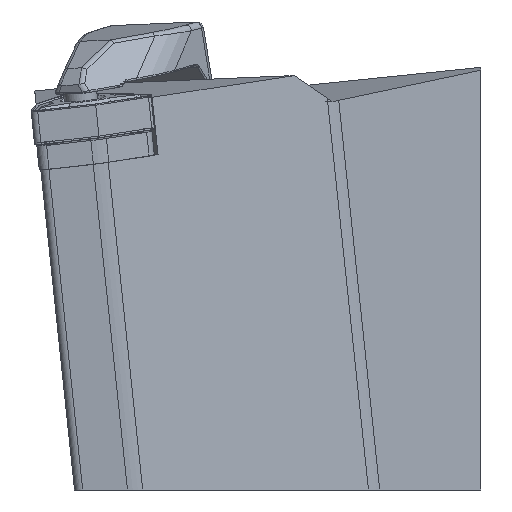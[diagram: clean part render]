
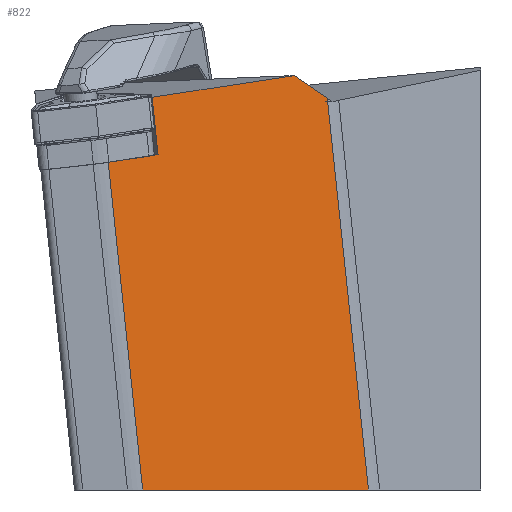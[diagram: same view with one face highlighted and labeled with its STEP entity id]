
A CAD part, left-side view. The second image highlights one B-rep face of the part: STEP entity #822.
In plain terms, the highlighted planar face has unit normal (-0.906, -0.42, -0.051).
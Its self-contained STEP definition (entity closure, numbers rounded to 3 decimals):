
#822=ADVANCED_FACE('',(#1094),#1008,.F.);
#1008=PLANE('',#3711);
#1094=FACE_OUTER_BOUND('',#1263,.T.);
#1263=EDGE_LOOP('',(#1493,#1494,#1495,#1496,#1497,#1498,#1499,#1500));
#1493=ORIENTED_EDGE('',*,*,#2726,.F.);
#1494=ORIENTED_EDGE('',*,*,#2727,.F.);
#1495=ORIENTED_EDGE('',*,*,#2716,.T.);
#1496=ORIENTED_EDGE('',*,*,#2723,.F.);
#1497=ORIENTED_EDGE('',*,*,#2728,.F.);
#1498=ORIENTED_EDGE('',*,*,#2729,.F.);
#1499=ORIENTED_EDGE('',*,*,#2730,.F.);
#1500=ORIENTED_EDGE('',*,*,#2731,.T.);
#2413=VERTEX_POINT('',#5021);
#2414=VERTEX_POINT('',#5023);
#2418=VERTEX_POINT('',#5034);
#2419=VERTEX_POINT('',#5042);
#2420=VERTEX_POINT('',#5043);
#2421=VERTEX_POINT('',#5046);
#2422=VERTEX_POINT('',#5048);
#2423=VERTEX_POINT('',#5050);
#2716=EDGE_CURVE('',#2414,#2413,#3185,.T.);
#2723=EDGE_CURVE('',#2418,#2413,#3191,.T.);
#2726=EDGE_CURVE('',#2419,#2420,#3192,.T.);
#2727=EDGE_CURVE('',#2414,#2419,#3193,.T.);
#2728=EDGE_CURVE('',#2421,#2418,#3194,.T.);
#2729=EDGE_CURVE('',#2422,#2421,#3195,.T.);
#2730=EDGE_CURVE('',#2423,#2422,#3196,.T.);
#2731=EDGE_CURVE('',#2423,#2420,#3197,.T.);
#3185=LINE('',#5022,#3451);
#3191=LINE('',#5035,#3457);
#3192=LINE('',#5041,#3458);
#3193=LINE('',#5044,#3459);
#3194=LINE('',#5045,#3460);
#3195=LINE('',#5047,#3461);
#3196=LINE('',#5049,#3462);
#3197=LINE('',#5051,#3463);
#3451=VECTOR('',#4063,1.);
#3457=VECTOR('',#4073,1.);
#3458=VECTOR('',#4084,1.);
#3459=VECTOR('',#4085,1.);
#3460=VECTOR('',#4086,1.);
#3461=VECTOR('',#4087,1.);
#3462=VECTOR('',#4088,1.);
#3463=VECTOR('',#4089,1.);
#3711=AXIS2_PLACEMENT_3D('',#5052,#4090,#4091);
#4063=DIRECTION('',(0.105,-0.104,-0.989));
#4073=DIRECTION('',(0.41,-0.901,0.138));
#4084=DIRECTION('',(0.384,-0.763,-0.521));
#4085=DIRECTION('',(0.41,-0.901,0.138));
#4086=DIRECTION('',(0.41,-0.901,0.138));
#4087=DIRECTION('',(-0.105,0.104,0.989));
#4088=DIRECTION('',(-0.421,0.907,0.));
#4089=DIRECTION('',(-0.105,0.104,0.989));
#4090=DIRECTION('',(0.906,0.42,0.052));
#4091=DIRECTION('',(0.421,-0.907,0.));
#5021=CARTESIAN_POINT('',(5.305,42.652,-5.696));
#5022=CARTESIAN_POINT('',(4.26,43.691,4.195));
#5023=CARTESIAN_POINT('',(4.506,43.446,1.86));
#5034=CARTESIAN_POINT('',(5.005,43.311,-5.797));
#5035=CARTESIAN_POINT('',(5.701,41.782,-5.563));
#5041=CARTESIAN_POINT('',(-54.476,158.946,96.389));
#5042=CARTESIAN_POINT('',(13.049,24.688,4.735));
#5043=CARTESIAN_POINT('',(15.258,20.295,1.736));
#5044=CARTESIAN_POINT('',(-104.153,282.058,-34.702));
#5045=CARTESIAN_POINT('',(5.701,41.782,-5.563));
#5046=CARTESIAN_POINT('',(2.311,49.226,-6.704));
#5047=CARTESIAN_POINT('',(8.878,42.696,-68.837));
#5048=CARTESIAN_POINT('',(6.887,44.676,-50.));
#5049=CARTESIAN_POINT('',(-99.334,273.551,-50.));
#5050=CARTESIAN_POINT('',(20.725,14.858,-50.));
#5051=CARTESIAN_POINT('',(22.241,13.35,-64.341));
#5052=CARTESIAN_POINT('',(-96.788,274.733,-104.392));
